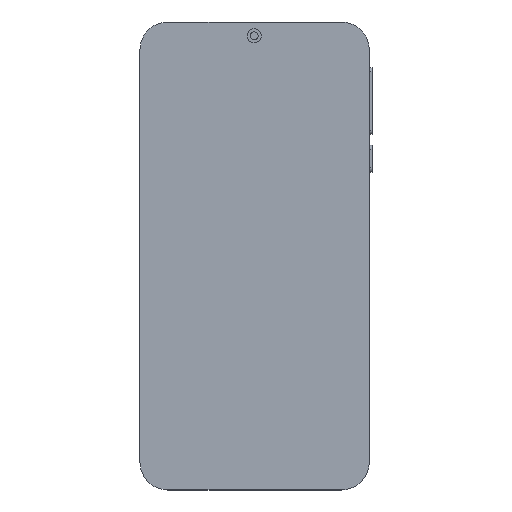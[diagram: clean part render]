
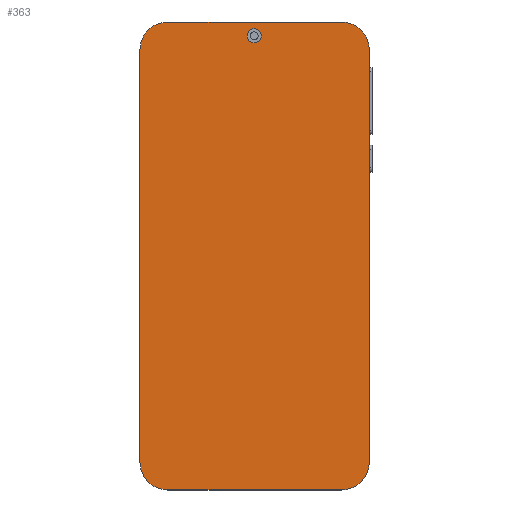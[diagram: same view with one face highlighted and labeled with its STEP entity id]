
A CAD part, top view. The second image highlights one B-rep face of the part: STEP entity #363.
In plain terms, the highlighted planar face has unit normal (0, 0, 1).
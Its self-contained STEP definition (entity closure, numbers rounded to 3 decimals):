
#5 = CARTESIAN_POINT ( 'NONE',  ( -40.993, -73.65, 10. ) ) ;
#31 = CARTESIAN_POINT ( 'NONE',  ( -30.993, -83.65, 10. ) ) ;
#59 = CARTESIAN_POINT ( 'NONE',  ( -30.993, 83.65, 10. ) ) ;
#92 = AXIS2_PLACEMENT_3D ( 'NONE', #2479, #2226, #239 ) ;
#126 = DIRECTION ( 'NONE',  ( -1., 0., 0. ) ) ;
#135 = DIRECTION ( 'NONE',  ( 0., 0., 1. ) ) ;
#144 = CARTESIAN_POINT ( 'NONE',  ( 40.993, -73.65, 10. ) ) ;
#224 = DIRECTION ( 'NONE',  ( 1., 0., 0. ) ) ;
#239 = DIRECTION ( 'NONE',  ( -1., 0., 0. ) ) ;
#304 = ORIENTED_EDGE ( 'NONE', *, *, #1278, .F. ) ;
#359 = VERTEX_POINT ( 'NONE', #448 ) ;
#363 = ADVANCED_FACE ( 'NONE', ( #1777 ), #679, .F. ) ;
#395 = DIRECTION ( 'NONE',  ( 0., 0., -1. ) ) ;
#448 = CARTESIAN_POINT ( 'NONE',  ( 40.993, -73.65, 10. ) ) ;
#467 = DIRECTION ( 'NONE',  ( 0., 0., -1. ) ) ;
#536 = ORIENTED_EDGE ( 'NONE', *, *, #752, .T. ) ;
#562 = DIRECTION ( 'NONE',  ( 0., 1., 0. ) ) ;
#616 = VECTOR ( 'NONE', #224, 1000. ) ;
#651 = EDGE_LOOP ( 'NONE', ( #2110, #2345, #2559, #536, #778, #791, #1898, #304 ) ) ;
#679 = PLANE ( 'NONE',  #92 ) ;
#740 = CARTESIAN_POINT ( 'NONE',  ( -30.993, 83.65, 10. ) ) ;
#752 = EDGE_CURVE ( 'NONE', #2670, #1789, #1771, .T. ) ;
#775 = CARTESIAN_POINT ( 'NONE',  ( 30.993, 73.65, 10. ) ) ;
#778 = ORIENTED_EDGE ( 'NONE', *, *, #2146, .T. ) ;
#791 = ORIENTED_EDGE ( 'NONE', *, *, #1031, .T. ) ;
#915 = VERTEX_POINT ( 'NONE', #59 ) ;
#922 = EDGE_CURVE ( 'NONE', #2225, #1778, #1264, .T. ) ;
#944 = VECTOR ( 'NONE', #1916, 1000. ) ;
#1031 = EDGE_CURVE ( 'NONE', #359, #1778, #1495, .T. ) ;
#1085 = VECTOR ( 'NONE', #562, 1000. ) ;
#1149 = EDGE_CURVE ( 'NONE', #1866, #915, #2279, .T. ) ;
#1264 = CIRCLE ( 'NONE', #2087, 10. ) ;
#1278 = EDGE_CURVE ( 'NONE', #915, #2225, #2498, .T. ) ;
#1370 = DIRECTION ( 'NONE',  ( -1., 0., 0. ) ) ;
#1392 = DIRECTION ( 'NONE',  ( -1., 0., 0. ) ) ;
#1438 = EDGE_CURVE ( 'NONE', #2649, #1866, #2598, .T. ) ;
#1475 = EDGE_CURVE ( 'NONE', #2670, #2649, #1818, .T. ) ;
#1495 = LINE ( 'NONE', #144, #944 ) ;
#1532 = CARTESIAN_POINT ( 'NONE',  ( -30.993, -83.65, 10. ) ) ;
#1695 = CARTESIAN_POINT ( 'NONE',  ( 30.993, -83.65, 10. ) ) ;
#1715 = CARTESIAN_POINT ( 'NONE',  ( 30.993, 83.65, 10. ) ) ;
#1771 = LINE ( 'NONE', #31, #616 ) ;
#1777 = FACE_OUTER_BOUND ( 'NONE', #651, .T. ) ;
#1778 = VERTEX_POINT ( 'NONE', #2730 ) ;
#1789 = VERTEX_POINT ( 'NONE', #1695 ) ;
#1818 = CIRCLE ( 'NONE', #2049, 10. ) ;
#1826 = DIRECTION ( 'NONE',  ( 0., 0., -1. ) ) ;
#1866 = VERTEX_POINT ( 'NONE', #2831 ) ;
#1898 = ORIENTED_EDGE ( 'NONE', *, *, #922, .F. ) ;
#1916 = DIRECTION ( 'NONE',  ( 0., 1., 0. ) ) ;
#1967 = AXIS2_PLACEMENT_3D ( 'NONE', #2772, #135, #2120 ) ;
#1975 = CARTESIAN_POINT ( 'NONE',  ( -30.993, 73.65, 10. ) ) ;
#2049 = AXIS2_PLACEMENT_3D ( 'NONE', #2111, #395, #126 ) ;
#2087 = AXIS2_PLACEMENT_3D ( 'NONE', #775, #1826, #1392 ) ;
#2110 = ORIENTED_EDGE ( 'NONE', *, *, #1149, .F. ) ;
#2111 = CARTESIAN_POINT ( 'NONE',  ( -30.993, -73.65, 10. ) ) ;
#2120 = DIRECTION ( 'NONE',  ( 1., 0., 0. ) ) ;
#2146 = EDGE_CURVE ( 'NONE', #1789, #359, #2385, .T. ) ;
#2225 = VERTEX_POINT ( 'NONE', #1715 ) ;
#2226 = DIRECTION ( 'NONE',  ( 0., 0., -1. ) ) ;
#2279 = CIRCLE ( 'NONE', #2841, 10. ) ;
#2345 = ORIENTED_EDGE ( 'NONE', *, *, #1438, .F. ) ;
#2385 = CIRCLE ( 'NONE', #1967, 10. ) ;
#2395 = CARTESIAN_POINT ( 'NONE',  ( -40.993, -73.65, 10. ) ) ;
#2479 = CARTESIAN_POINT ( 'NONE',  ( -30.993, 73.65, 10. ) ) ;
#2498 = LINE ( 'NONE', #740, #2615 ) ;
#2536 = DIRECTION ( 'NONE',  ( 1., 0., 0. ) ) ;
#2559 = ORIENTED_EDGE ( 'NONE', *, *, #1475, .F. ) ;
#2598 = LINE ( 'NONE', #2395, #1085 ) ;
#2615 = VECTOR ( 'NONE', #2536, 1000. ) ;
#2649 = VERTEX_POINT ( 'NONE', #5 ) ;
#2670 = VERTEX_POINT ( 'NONE', #1532 ) ;
#2730 = CARTESIAN_POINT ( 'NONE',  ( 40.993, 73.65, 10. ) ) ;
#2772 = CARTESIAN_POINT ( 'NONE',  ( 30.993, -73.65, 10. ) ) ;
#2831 = CARTESIAN_POINT ( 'NONE',  ( -40.993, 73.65, 10. ) ) ;
#2841 = AXIS2_PLACEMENT_3D ( 'NONE', #1975, #467, #1370 ) ;
